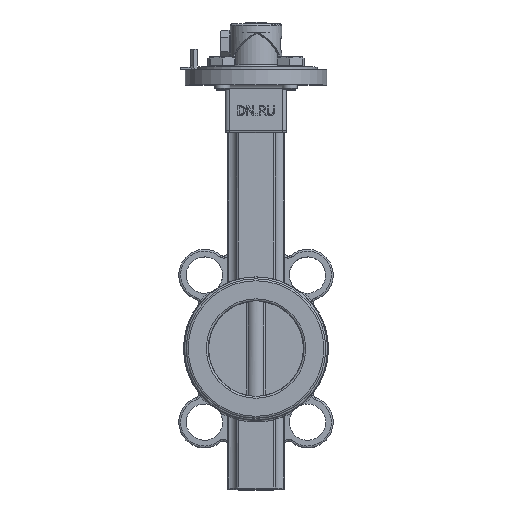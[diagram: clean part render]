
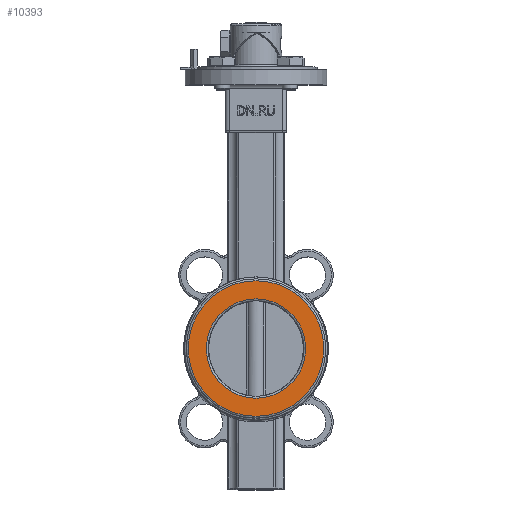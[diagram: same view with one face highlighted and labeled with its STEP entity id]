
A CAD part, top view. The second image highlights one B-rep face of the part: STEP entity #10393.
In plain terms, the highlighted planar face has unit normal (0, 0, 1).
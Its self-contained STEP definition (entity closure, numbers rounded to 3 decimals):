
#123=FACE_BOUND('',#1458,.T.);
#562=PLANE('',#11277);
#874=FACE_OUTER_BOUND('',#1457,.T.);
#1457=EDGE_LOOP('',(#7043));
#1458=EDGE_LOOP('',(#7044));
#3518=CIRCLE('',#11275,26.);
#3520=CIRCLE('',#11278,35.5);
#4173=VERTEX_POINT('',#17172);
#4174=VERTEX_POINT('',#17176);
#5266=EDGE_CURVE('',#4173,#4173,#3518,.T.);
#5268=EDGE_CURVE('',#4174,#4174,#3520,.T.);
#7043=ORIENTED_EDGE('',*,*,#5268,.F.);
#7044=ORIENTED_EDGE('',*,*,#5266,.F.);
#10393=ADVANCED_FACE('',(#874,#123),#562,.T.);
#11275=AXIS2_PLACEMENT_3D('',#17173,#12750,#12751);
#11277=AXIS2_PLACEMENT_3D('',#17175,#12754,#12755);
#11278=AXIS2_PLACEMENT_3D('',#17177,#12756,#12757);
#12750=DIRECTION('center_axis',(0.,0.,1.));
#12751=DIRECTION('ref_axis',(-1.,0.,0.));
#12754=DIRECTION('center_axis',(0.,0.,1.));
#12755=DIRECTION('ref_axis',(1.,0.,0.));
#12756=DIRECTION('center_axis',(0.,0.,-1.));
#12757=DIRECTION('ref_axis',(-1.,0.,0.));
#17172=CARTESIAN_POINT('',(26.,0.,23.));
#17173=CARTESIAN_POINT('Origin',(0.,0.,23.));
#17175=CARTESIAN_POINT('Origin',(0.,0.,23.));
#17176=CARTESIAN_POINT('',(-35.5,0.,23.));
#17177=CARTESIAN_POINT('Origin',(0.,0.,23.));
